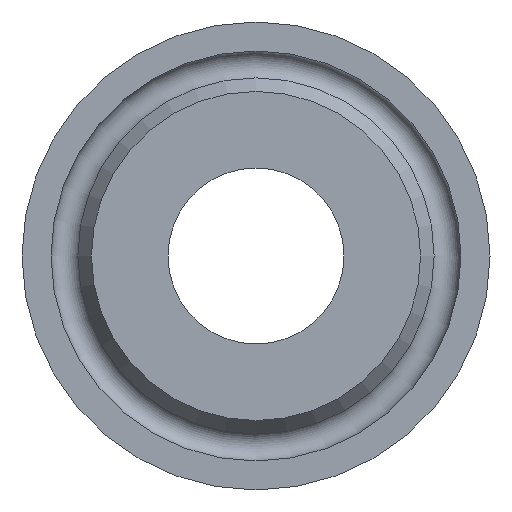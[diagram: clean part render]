
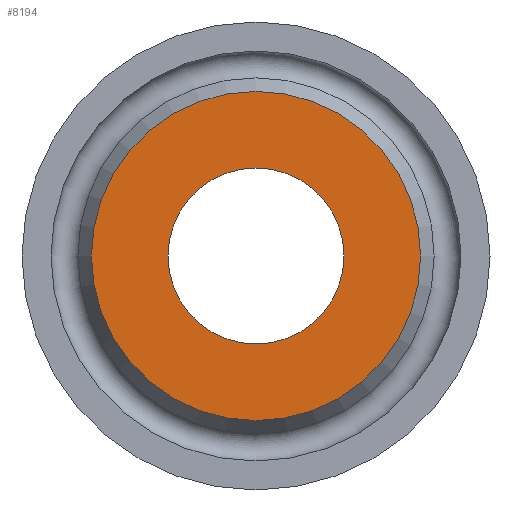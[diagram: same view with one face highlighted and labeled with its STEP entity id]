
A CAD part, left-side view. The second image highlights one B-rep face of the part: STEP entity #8194.
In plain terms, the highlighted planar face has unit normal (-1, 0, 0).
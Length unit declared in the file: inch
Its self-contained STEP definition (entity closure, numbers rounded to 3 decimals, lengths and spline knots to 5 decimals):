
#116=FACE_BOUND('',#1425,.T.);
#312=PLANE('',#8739);
#938=FACE_OUTER_BOUND('',#1424,.T.);
#1424=EDGE_LOOP('',(#7644,#7645));
#1425=EDGE_LOOP('',(#7646,#7647));
#2772=CIRCLE('',#8702,0.185);
#2773=CIRCLE('',#8703,0.185);
#2799=CIRCLE('',#8740,0.34605);
#2800=CIRCLE('',#8741,0.34605);
#3972=VERTEX_POINT('',#18110);
#3973=VERTEX_POINT('',#18112);
#3996=VERTEX_POINT('',#18178);
#3997=VERTEX_POINT('',#18179);
#5184=EDGE_CURVE('',#3973,#3972,#2772,.T.);
#5185=EDGE_CURVE('',#3972,#3973,#2773,.T.);
#5216=EDGE_CURVE('',#3996,#3997,#2799,.T.);
#5217=EDGE_CURVE('',#3997,#3996,#2800,.T.);
#7644=ORIENTED_EDGE('',*,*,#5216,.F.);
#7645=ORIENTED_EDGE('',*,*,#5217,.F.);
#7646=ORIENTED_EDGE('',*,*,#5184,.T.);
#7647=ORIENTED_EDGE('',*,*,#5185,.T.);
#8194=ADVANCED_FACE('',(#938,#116),#312,.T.);
#8702=AXIS2_PLACEMENT_3D('',#18113,#10288,#10289);
#8703=AXIS2_PLACEMENT_3D('',#18114,#10290,#10291);
#8739=AXIS2_PLACEMENT_3D('',#18177,#10367,#10368);
#8740=AXIS2_PLACEMENT_3D('',#18180,#10369,#10370);
#8741=AXIS2_PLACEMENT_3D('',#18181,#10371,#10372);
#10288=DIRECTION('center_axis',(1.,0.,0.));
#10289=DIRECTION('ref_axis',(0.,1.,0.));
#10290=DIRECTION('center_axis',(1.,0.,0.));
#10291=DIRECTION('ref_axis',(0.,1.,0.));
#10367=DIRECTION('center_axis',(-1.,0.,0.));
#10368=DIRECTION('ref_axis',(0.,0.,1.));
#10369=DIRECTION('center_axis',(1.,0.,0.));
#10370=DIRECTION('ref_axis',(0.,1.,0.));
#10371=DIRECTION('center_axis',(1.,0.,0.));
#10372=DIRECTION('ref_axis',(0.,1.,0.));
#18110=CARTESIAN_POINT('',(0.031,-0.185,0.));
#18112=CARTESIAN_POINT('',(0.031,0.185,0.));
#18113=CARTESIAN_POINT('Origin',(0.031,0.,0.));
#18114=CARTESIAN_POINT('Origin',(0.031,0.,0.));
#18177=CARTESIAN_POINT('Origin',(0.031,0.26553,0.));
#18178=CARTESIAN_POINT('',(0.031,0.34605,0.));
#18179=CARTESIAN_POINT('',(0.031,-0.34605,0.));
#18180=CARTESIAN_POINT('Origin',(0.031,0.,
0.));
#18181=CARTESIAN_POINT('Origin',(0.031,0.,
0.));
